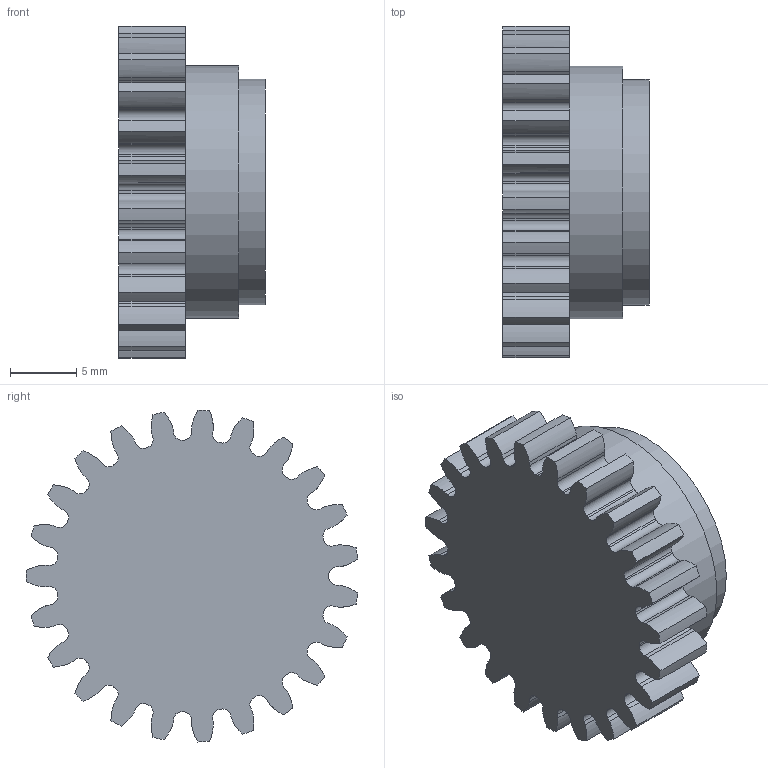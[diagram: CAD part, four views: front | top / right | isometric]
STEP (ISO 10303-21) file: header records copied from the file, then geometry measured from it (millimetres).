
FILE_DESCRIPTION(/* description */ (''),/* implementation_level */ '2;1');
FILE_NAME(/* name */ 'planet_gear_1of4.step',/* time_stamp */ '2026-02-16T15:26:46-08:00',/* author */ (''),/* organization */ (''),/* preprocessor_version */ 'ST-DEVELOPER v20.1',/* originating_system */ 'Autodesk Translation Framework v14.24.0.0',/* authorisation */ '');
FILE_SCHEMA (('AUTOMOTIVE_DESIGN { 1 0 10303 214 3 1 1 }'));
Length unit declared in the file: millimetre
Products named in the file (5): Manuel 1.0; V4 robot arm; Shoulder; Planet gears; Planetary gear (23 teeth module 1)
Assembly tree (4 placements, depth 5):
  Manuel 1.0
    V4 robot arm
      Shoulder
        Planet gears
          Planetary gear (23 teeth module 1)
Bounding box: 11 x 24.94 x 24.99 mm (x, y, z)
Volume: 3498.6 mm3; surface area: 1982.9 mm2
Topology: 1 solids, 1 shells, 193 faces, 563 edges, 375 vertices
Faces by surface type: cylinder 95, plane 51, bspline 46, cone 1
Full cylindrical faces by diameter (mm): 5 x1, 17 x1, 19 x1
Entity records: 19751 total; most frequent: CARTESIAN_POINT 14802, ORIENTED_EDGE 1126, DIRECTION 974, EDGE_CURVE 563, VERTEX_POINT 375, AXIS2_PLACEMENT_3D 347, LINE 280, VECTOR 280
